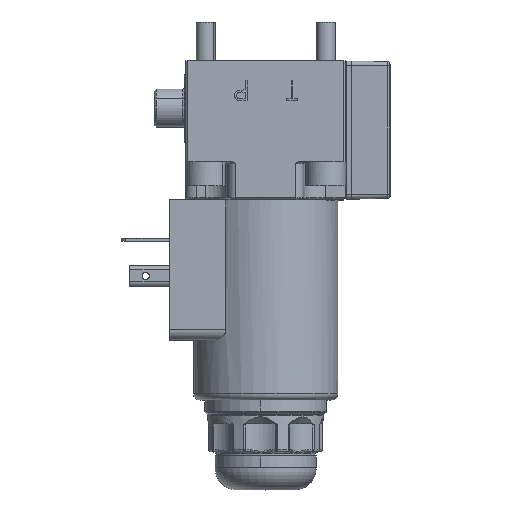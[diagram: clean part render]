
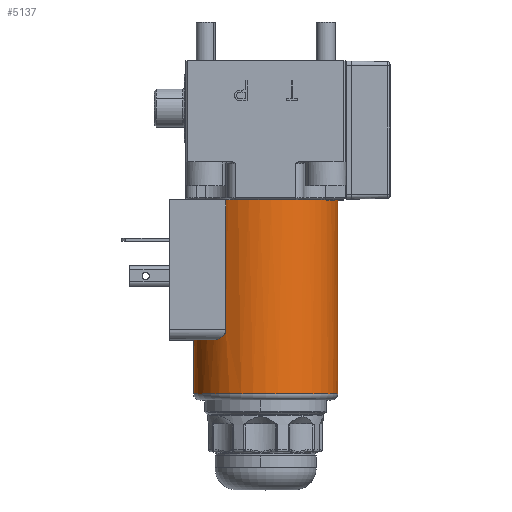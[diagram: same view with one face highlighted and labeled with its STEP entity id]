
A CAD part, top view. The second image highlights one B-rep face of the part: STEP entity #5137.
In plain terms, the highlighted cylindrical face has radius 18 mm (diameter 36 mm), a partial arc.
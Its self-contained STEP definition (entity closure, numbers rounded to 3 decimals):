
#1863 = ORIENTED_EDGE ( 'NONE', *, *, #11399, .T. ) ;
#2086 = ORIENTED_EDGE ( 'NONE', *, *, #11402, .T. ) ;
#2365 = ORIENTED_EDGE ( 'NONE', *, *, #11443, .T. ) ;
#2383 = ORIENTED_EDGE ( 'NONE', *, *, #11551, .T. ) ;
#2385 = ORIENTED_EDGE ( 'NONE', *, *, #11404, .F. ) ;
#2410 = ORIENTED_EDGE ( 'NONE', *, *, #11510, .T. ) ;
#3168 = B_SPLINE_CURVE_WITH_KNOTS ( 'NONE', 3,
 ( #13614, #13613, #13628, #13629, #13630, #13631, #13632, #13633, #13634, #13635, #13636, #13637, #13638, #13639, #13640, #13641, #13642, #13643 ),
 .UNSPECIFIED., .F., .F.,
 ( 4, 2, 2, 2, 2, 2, 2, 2, 4 ),
 ( 0., 0., 0.001, 0.001, 0.002, 0.003, 0.003, 0.004, 0.005 ),
 .UNSPECIFIED. ) ;
#5137 = ADVANCED_FACE ( 'NONE', ( #27269 ), #27261, .T. ) ;
#5671 = ORIENTED_EDGE ( 'NONE', *, *, #11403, .T. ) ;
#6040 = ORIENTED_EDGE ( 'NONE', *, *, #11450, .T. ) ;
#6072 = ORIENTED_EDGE ( 'NONE', *, *, #11559, .F. ) ;
#6109 = ORIENTED_EDGE ( 'NONE', *, *, #11504, .T. ) ;
#6148 = VERTEX_POINT ( 'NONE', #8183 ) ;
#6422 = VERTEX_POINT ( 'NONE', #8575 ) ;
#6430 = VERTEX_POINT ( 'NONE', #8146 ) ;
#6455 = VERTEX_POINT ( 'NONE', #7772 ) ;
#6491 = VERTEX_POINT ( 'NONE', #7793 ) ;
#6517 = VERTEX_POINT ( 'NONE', #8131 ) ;
#6709 = VERTEX_POINT ( 'NONE', #22030 ) ;
#6739 = VERTEX_POINT ( 'NONE', #22000 ) ;
#7772 = CARTESIAN_POINT ( 'NONE',  ( -9.398, -15., 15.352 ) ) ;
#7793 = CARTESIAN_POINT ( 'NONE',  ( 18., -63.5, 0. ) ) ;
#8131 = CARTESIAN_POINT ( 'NONE',  ( 9.398, -15., 15.352 ) ) ;
#8146 = CARTESIAN_POINT ( 'NONE',  ( -18., -63.5, 0. ) ) ;
#8183 = CARTESIAN_POINT ( 'NONE',  ( -12.952, -50., 12.5 ) ) ;
#8575 = CARTESIAN_POINT ( 'NONE',  ( -9.95, -47.5, 15. ) ) ;
#9844 = AXIS2_PLACEMENT_3D ( 'NONE', #20314, #20622, #20577 ) ;
#11399 = EDGE_CURVE ( 'NONE', #6491, #6739, #24254, .T. ) ;
#11402 = EDGE_CURVE ( 'NONE', #14163, #6517, #24261, .T. ) ;
#11403 = EDGE_CURVE ( 'NONE', #6739, #14163, #24265, .T. ) ;
#11404 = EDGE_CURVE ( 'NONE', #6422, #14216, #24264, .T. ) ;
#11443 = EDGE_CURVE ( 'NONE', #6422, #6148, #3168, .T. ) ;
#11450 = EDGE_CURVE ( 'NONE', #6517, #6455, #24203, .T. ) ;
#11504 = EDGE_CURVE ( 'NONE', #6148, #6709, #24478, .T. ) ;
#11510 = EDGE_CURVE ( 'NONE', #6455, #14216, #24482, .T. ) ;
#11551 = EDGE_CURVE ( 'NONE', #6430, #6491, #24511, .T. ) ;
#11559 = EDGE_CURVE ( 'NONE', #6430, #6709, #25119, .T. ) ;
#12469 = CARTESIAN_POINT ( 'NONE',  ( 13.734, -15., 11.635 ) ) ;
#12563 = CARTESIAN_POINT ( 'NONE',  ( -9.95, -15., 15. ) ) ;
#13488 = CARTESIAN_POINT ( 'NONE',  ( 18., -65., 0. ) ) ;
#13489 = DIRECTION ( 'NONE',  ( 0., 1., 0. ) ) ;
#13496 = CARTESIAN_POINT ( 'NONE',  ( -9.95, -50., 15. ) ) ;
#13497 = DIRECTION ( 'NONE',  ( 0., 1., 0. ) ) ;
#13498 = CARTESIAN_POINT ( 'NONE',  ( 0., -15., 0. ) ) ;
#13499 = DIRECTION ( 'NONE',  ( 0., -1., 0. ) ) ;
#13500 = DIRECTION ( 'NONE',  ( 1., 0., 0. ) ) ;
#13502 = CARTESIAN_POINT ( 'NONE',  ( 0., -15., 0. ) ) ;
#13503 = DIRECTION ( 'NONE',  ( 0., -1., 0. ) ) ;
#13504 = DIRECTION ( 'NONE',  ( 1., 0., 0. ) ) ;
#13613 = CARTESIAN_POINT ( 'NONE',  ( -9.95, -47.607, 15. ) ) ;
#13614 = CARTESIAN_POINT ( 'NONE',  ( -9.95, -47.5, 15. ) ) ;
#13628 = CARTESIAN_POINT ( 'NONE',  ( -9.96, -47.712, 14.993 ) ) ;
#13629 = CARTESIAN_POINT ( 'NONE',  ( -9.999, -47.918, 14.967 ) ) ;
#13630 = CARTESIAN_POINT ( 'NONE',  ( -10.029, -48.019, 14.947 ) ) ;
#13631 = CARTESIAN_POINT ( 'NONE',  ( -10.137, -48.308, 14.874 ) ) ;
#13632 = CARTESIAN_POINT ( 'NONE',  ( -10.239, -48.484, 14.805 ) ) ;
#13633 = CARTESIAN_POINT ( 'NONE',  ( -10.469, -48.799, 14.643 ) ) ;
#13634 = CARTESIAN_POINT ( 'NONE',  ( -10.596, -48.938, 14.551 ) ) ;
#13635 = CARTESIAN_POINT ( 'NONE',  ( -10.868, -49.19, 14.35 ) ) ;
#13636 = CARTESIAN_POINT ( 'NONE',  ( -11.012, -49.302, 14.24 ) ) ;
#13637 = CARTESIAN_POINT ( 'NONE',  ( -11.302, -49.498, 14.01 ) ) ;
#13638 = CARTESIAN_POINT ( 'NONE',  ( -11.45, -49.583, 13.89 ) ) ;
#13639 = CARTESIAN_POINT ( 'NONE',  ( -11.75, -49.731, 13.637 ) ) ;
#13640 = CARTESIAN_POINT ( 'NONE',  ( -11.903, -49.794, 13.504 ) ) ;
#13641 = CARTESIAN_POINT ( 'NONE',  ( -12.359, -49.946, 13.093 ) ) ;
#13642 = CARTESIAN_POINT ( 'NONE',  ( -12.658, -50., 12.805 ) ) ;
#13643 = CARTESIAN_POINT ( 'NONE',  ( -12.952, -50., 12.5 ) ) ;
#13664 = CARTESIAN_POINT ( 'NONE',  ( 0., -15., 0. ) ) ;
#13665 = DIRECTION ( 'NONE',  ( 0., -1., 0. ) ) ;
#13666 = DIRECTION ( 'NONE',  ( 1., 0., 0. ) ) ;
#13875 = CARTESIAN_POINT ( 'NONE',  ( 0., -50., 0. ) ) ;
#13876 = DIRECTION ( 'NONE',  ( 0., -1., 0. ) ) ;
#13877 = DIRECTION ( 'NONE',  ( 1., 0., 0. ) ) ;
#13901 = CARTESIAN_POINT ( 'NONE',  ( 0., -15., 0. ) ) ;
#13902 = DIRECTION ( 'NONE',  ( 0., -1., 0. ) ) ;
#13903 = DIRECTION ( 'NONE',  ( 1., 0., 0. ) ) ;
#14034 = CARTESIAN_POINT ( 'NONE',  ( 0., -63.5, 0. ) ) ;
#14035 = DIRECTION ( 'NONE',  ( 0., 1., 0. ) ) ;
#14036 = DIRECTION ( 'NONE',  ( 1., 0., 0. ) ) ;
#14046 = DIRECTION ( 'NONE',  ( 0., 1., 0. ) ) ;
#14047 = CARTESIAN_POINT ( 'NONE',  ( -18., -65., 0. ) ) ;
#14163 = VERTEX_POINT ( 'NONE', #12469 ) ;
#14216 = VERTEX_POINT ( 'NONE', #12563 ) ;
#14854 = EDGE_LOOP ( 'NONE', ( #2383, #1863, #5671, #2086, #6040, #2410, #2385, #2365, #6109, #6072 ) ) ;
#20314 = CARTESIAN_POINT ( 'NONE',  ( 0., -65., 0. ) ) ;
#20577 = DIRECTION ( 'NONE',  ( -1., 0., 0. ) ) ;
#20622 = DIRECTION ( 'NONE',  ( 0., 1., 0. ) ) ;
#22000 = CARTESIAN_POINT ( 'NONE',  ( 18., -15., 0. ) ) ;
#22030 = CARTESIAN_POINT ( 'NONE',  ( -18., -50., 0. ) ) ;
#24203 = CIRCLE ( 'NONE', #26471, 18. ) ;
#24254 = LINE ( 'NONE', #13488, #24262 ) ;
#24261 = CIRCLE ( 'NONE', #26492, 18. ) ;
#24262 = VECTOR ( 'NONE', #13489, 1000. ) ;
#24264 = LINE ( 'NONE', #13496, #24266 ) ;
#24265 = CIRCLE ( 'NONE', #26475, 18. ) ;
#24266 = VECTOR ( 'NONE', #13497, 1000. ) ;
#24478 = CIRCLE ( 'NONE', #26439, 18. ) ;
#24482 = CIRCLE ( 'NONE', #25783, 18. ) ;
#24511 = CIRCLE ( 'NONE', #25728, 18. ) ;
#25119 = LINE ( 'NONE', #14047, #25261 ) ;
#25261 = VECTOR ( 'NONE', #14046, 1000. ) ;
#25728 = AXIS2_PLACEMENT_3D ( 'NONE', #14034, #14035, #14036 ) ;
#25783 = AXIS2_PLACEMENT_3D ( 'NONE', #13901, #13902, #13903 ) ;
#26439 = AXIS2_PLACEMENT_3D ( 'NONE', #13875, #13876, #13877 ) ;
#26471 = AXIS2_PLACEMENT_3D ( 'NONE', #13664, #13665, #13666 ) ;
#26475 = AXIS2_PLACEMENT_3D ( 'NONE', #13502, #13503, #13504 ) ;
#26492 = AXIS2_PLACEMENT_3D ( 'NONE', #13498, #13499, #13500 ) ;
#27261 = CYLINDRICAL_SURFACE ( 'NONE', #9844, 18. ) ;
#27269 = FACE_OUTER_BOUND ( 'NONE', #14854, .T. ) ;
